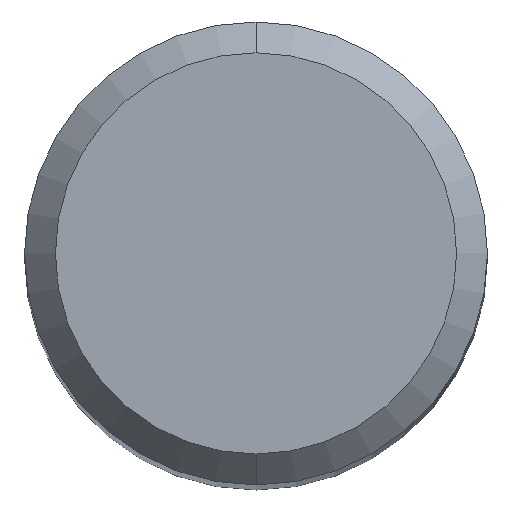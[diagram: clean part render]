
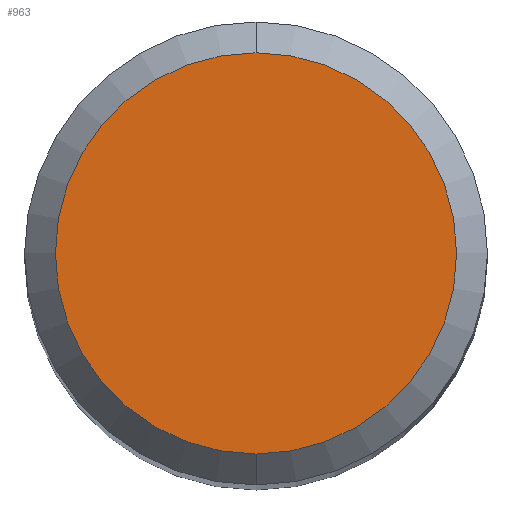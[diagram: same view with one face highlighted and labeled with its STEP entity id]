
A CAD part, top view. The second image highlights one B-rep face of the part: STEP entity #963.
In plain terms, the highlighted planar face has unit normal (0, 0, 1).
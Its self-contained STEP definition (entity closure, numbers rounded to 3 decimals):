
#579=VERTEX_POINT('',#1493);
#789=EDGE_CURVE('',#579,#901,#1718,.T.);
#901=VERTEX_POINT('',#1842);
#963=ADVANCED_FACE('',(#1909),#1910,.T.);
#1037=EDGE_CURVE('',#901,#579,#1990,.T.);
#1493=CARTESIAN_POINT('',(0.0,2.6,0.0));
#1718=CIRCLE('',#6774,2.6);
#1842=CARTESIAN_POINT('',(0.,-2.6,0.0));
#1909=FACE_OUTER_BOUND('',#9402,.T.);
#1910=PLANE('',#9403);
#1990=CIRCLE('',#10211,2.6);
#6774=AXIS2_PLACEMENT_3D('',#13724,#13725,#13726);
#9402=EDGE_LOOP('',(#13896,#13897));
#9403=AXIS2_PLACEMENT_3D('',#13898,#13899,#13900);
#10211=AXIS2_PLACEMENT_3D('',#13972,#13973,#13974);
#13724=CARTESIAN_POINT('',(0.0,0.0,0.0));
#13725=DIRECTION('',(0.0,0.0,-1.0));
#13726=DIRECTION('',(0.0,1.0,0.0));
#13896=ORIENTED_EDGE('',*,*,#789,.F.);
#13897=ORIENTED_EDGE('',*,*,#1037,.F.);
#13898=CARTESIAN_POINT('',(0.0,1.3,0.0));
#13899=DIRECTION('',(-0.0,0.0,1.0));
#13900=DIRECTION('',(0.0,-1.0,0.0));
#13972=CARTESIAN_POINT('',(0.0,0.0,0.0));
#13973=DIRECTION('',(0.0,0.0,-1.0));
#13974=DIRECTION('',(0.0,1.0,0.0));
